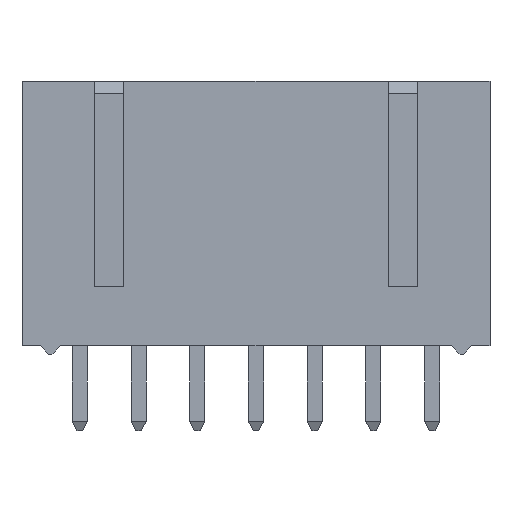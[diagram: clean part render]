
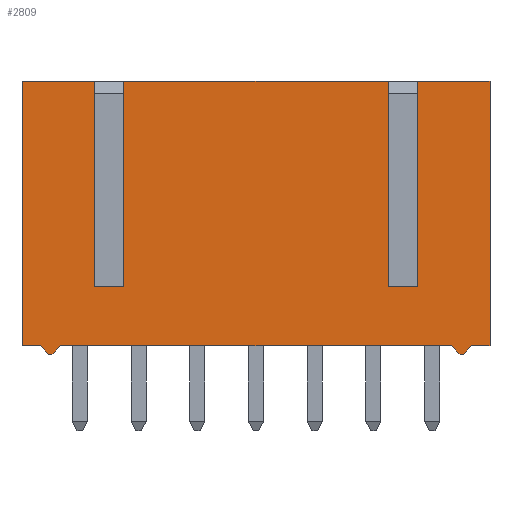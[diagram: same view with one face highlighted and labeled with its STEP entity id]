
A CAD part, front view. The second image highlights one B-rep face of the part: STEP entity #2809.
In plain terms, the highlighted planar face has unit normal (0, -1, 0).
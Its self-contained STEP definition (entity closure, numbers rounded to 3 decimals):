
#9=DIRECTION('',(1.,0.,0.));
#10=VECTOR('',#9,3.135);
#11=CARTESIAN_POINT('',(-10.12,-2.55,0.));
#12=LINE('',#11,#10);
#73=DIRECTION('',(1.,0.,0.));
#74=VECTOR('',#73,3.135);
#75=CARTESIAN_POINT('',(6.985,-2.55,0.));
#76=LINE('',#75,#74);
#121=DIRECTION('',(1.,0.,0.));
#122=VECTOR('',#121,11.43);
#123=CARTESIAN_POINT('',(-5.715,-2.55,0.));
#124=LINE('',#123,#122);
#233=DIRECTION('',(-0.707,0.,-0.707));
#234=VECTOR('',#233,0.537);
#235=CARTESIAN_POINT('',(-8.445,-2.55,-11.43));
#236=LINE('',#235,#234);
#237=DIRECTION('',(-1.,0.,0.));
#238=VECTOR('',#237,0.13);
#239=CARTESIAN_POINT('',(-8.825,-2.55,-11.81));
#240=LINE('',#239,#238);
#241=DIRECTION('',(-0.707,0.,0.707));
#242=VECTOR('',#241,0.537);
#243=CARTESIAN_POINT('',(-8.955,-2.55,-11.81));
#244=LINE('',#243,#242);
#245=DIRECTION('',(0.,0.,-1.));
#246=VECTOR('',#245,11.43);
#247=CARTESIAN_POINT('',(-10.12,-2.55,0.));
#248=LINE('',#247,#246);
#249=DIRECTION('',(0.,0.,-1.));
#250=VECTOR('',#249,8.89);
#251=CARTESIAN_POINT('',(-6.985,-2.55,0.));
#252=LINE('',#251,#250);
#253=DIRECTION('',(1.,0.,0.));
#254=VECTOR('',#253,1.27);
#255=CARTESIAN_POINT('',(-6.985,-2.55,-8.89));
#256=LINE('',#255,#254);
#257=DIRECTION('',(0.,0.,-1.));
#258=VECTOR('',#257,8.89);
#259=CARTESIAN_POINT('',(-5.715,-2.55,0.));
#260=LINE('',#259,#258);
#261=DIRECTION('',(0.,0.,-1.));
#262=VECTOR('',#261,8.89);
#263=CARTESIAN_POINT('',(5.715,-2.55,0.));
#264=LINE('',#263,#262);
#265=DIRECTION('',(1.,0.,0.));
#266=VECTOR('',#265,1.27);
#267=CARTESIAN_POINT('',(5.715,-2.55,-8.89));
#268=LINE('',#267,#266);
#269=DIRECTION('',(0.,0.,-1.));
#270=VECTOR('',#269,8.89);
#271=CARTESIAN_POINT('',(6.985,-2.55,0.));
#272=LINE('',#271,#270);
#273=DIRECTION('',(-0.707,0.,-0.707));
#274=VECTOR('',#273,0.537);
#275=CARTESIAN_POINT('',(9.335,-2.55,-11.43));
#276=LINE('',#275,#274);
#277=DIRECTION('',(-1.,0.,0.));
#278=VECTOR('',#277,0.13);
#279=CARTESIAN_POINT('',(8.955,-2.55,-11.81));
#280=LINE('',#279,#278);
#281=DIRECTION('',(-0.707,0.,0.707));
#282=VECTOR('',#281,0.537);
#283=CARTESIAN_POINT('',(8.825,-2.55,-11.81));
#284=LINE('',#283,#282);
#289=DIRECTION('',(1.,0.,0.));
#290=VECTOR('',#289,0.785);
#291=CARTESIAN_POINT('',(9.335,-2.55,-11.43));
#292=LINE('',#291,#290);
#321=DIRECTION('',(1.,0.,0.));
#322=VECTOR('',#321,16.89);
#323=CARTESIAN_POINT('',(-8.445,-2.55,-11.43));
#324=LINE('',#323,#322);
#361=DIRECTION('',(1.,0.,0.));
#362=VECTOR('',#361,0.785);
#363=CARTESIAN_POINT('',(-10.12,-2.55,-11.43));
#364=LINE('',#363,#362);
#585=DIRECTION('',(0.,0.,-1.));
#586=VECTOR('',#585,11.43);
#587=CARTESIAN_POINT('',(10.12,-2.55,0.));
#588=LINE('',#587,#586);
#1866=CARTESIAN_POINT('',(-10.12,-2.55,0.));
#1868=VERTEX_POINT('',#1866);
#1874=CARTESIAN_POINT('',(-10.12,-2.55,-11.43));
#1876=VERTEX_POINT('',#1874);
#1889=CARTESIAN_POINT('',(10.12,-2.55,0.));
#1891=VERTEX_POINT('',#1889);
#1905=CARTESIAN_POINT('',(10.12,-2.55,-11.43));
#1907=VERTEX_POINT('',#1905);
#1953=CARTESIAN_POINT('',(-6.985,-2.55,-8.89));
#1954=CARTESIAN_POINT('',(-5.715,-2.55,-8.89));
#1955=VERTEX_POINT('',#1953);
#1956=VERTEX_POINT('',#1954);
#1957=CARTESIAN_POINT('',(5.715,-2.55,-8.89));
#1958=CARTESIAN_POINT('',(6.985,-2.55,-8.89));
#1959=VERTEX_POINT('',#1957);
#1960=VERTEX_POINT('',#1958);
#1961=CARTESIAN_POINT('',(-6.985,-2.55,0.));
#1962=VERTEX_POINT('',#1961);
#1963=CARTESIAN_POINT('',(-5.715,-2.55,0.));
#1964=VERTEX_POINT('',#1963);
#1965=CARTESIAN_POINT('',(5.715,-2.55,0.));
#1966=VERTEX_POINT('',#1965);
#1967=CARTESIAN_POINT('',(6.985,-2.55,0.));
#1968=VERTEX_POINT('',#1967);
#2065=CARTESIAN_POINT('',(8.955,-2.55,-11.81));
#2066=CARTESIAN_POINT('',(8.825,-2.55,-11.81));
#2067=VERTEX_POINT('',#2065);
#2068=VERTEX_POINT('',#2066);
#2069=CARTESIAN_POINT('',(9.335,-2.55,-11.43));
#2071=VERTEX_POINT('',#2069);
#2073=CARTESIAN_POINT('',(8.445,-2.55,-11.43));
#2075=VERTEX_POINT('',#2073);
#2081=CARTESIAN_POINT('',(-8.825,-2.55,-11.81));
#2082=CARTESIAN_POINT('',(-8.955,-2.55,-11.81));
#2083=VERTEX_POINT('',#2081);
#2084=VERTEX_POINT('',#2082);
#2089=CARTESIAN_POINT('',(-8.445,-2.55,-11.43));
#2090=VERTEX_POINT('',#2089);
#2091=CARTESIAN_POINT('',(-9.335,-2.55,-11.43));
#2092=VERTEX_POINT('',#2091);
#2767=CARTESIAN_POINT('',(-10.12,-2.55,0.));
#2768=DIRECTION('',(0.,-1.,0.));
#2769=DIRECTION('',(1.,0.,0.));
#2770=AXIS2_PLACEMENT_3D('',#2767,#2768,#2769);
#2771=PLANE('',#2770);
#2773=ORIENTED_EDGE('',*,*,#2772,.F.);
#2775=ORIENTED_EDGE('',*,*,#2774,.T.);
#2777=ORIENTED_EDGE('',*,*,#2776,.T.);
#2779=ORIENTED_EDGE('',*,*,#2778,.T.);
#2781=ORIENTED_EDGE('',*,*,#2780,.F.);
#2783=ORIENTED_EDGE('',*,*,#2782,.F.);
#2784=ORIENTED_EDGE('',*,*,#2450,.T.);
#2785=ORIENTED_EDGE('',*,*,#2546,.T.);
#2787=ORIENTED_EDGE('',*,*,#2786,.T.);
#2789=ORIENTED_EDGE('',*,*,#2788,.F.);
#2790=ORIENTED_EDGE('',*,*,#2514,.T.);
#2792=ORIENTED_EDGE('',*,*,#2791,.T.);
#2794=ORIENTED_EDGE('',*,*,#2793,.T.);
#2795=ORIENTED_EDGE('',*,*,#2758,.F.);
#2796=ORIENTED_EDGE('',*,*,#2482,.T.);
#2798=ORIENTED_EDGE('',*,*,#2797,.T.);
#2800=ORIENTED_EDGE('',*,*,#2799,.F.);
#2802=ORIENTED_EDGE('',*,*,#2801,.T.);
#2804=ORIENTED_EDGE('',*,*,#2803,.T.);
#2806=ORIENTED_EDGE('',*,*,#2805,.T.);
#2807=EDGE_LOOP('',(#2773,#2775,#2777,#2779,#2781,#2783,#2784,#2785,#2787,#2789,
#2790,#2792,#2794,#2795,#2796,#2798,#2800,#2802,#2804,#2806));
#2808=FACE_OUTER_BOUND('',#2807,.F.);
#2809=ADVANCED_FACE('',(#2808),#2771,.T.);
#2450=EDGE_CURVE('',#1868,#1962,#12,.T.);
#2482=EDGE_CURVE('',#1968,#1891,#76,.T.);
#2514=EDGE_CURVE('',#1964,#1966,#124,.T.);
#2546=EDGE_CURVE('',#1962,#1955,#252,.T.);
#2758=EDGE_CURVE('',#1968,#1960,#272,.T.);
#2772=EDGE_CURVE('',#2090,#2075,#324,.T.);
#2774=EDGE_CURVE('',#2090,#2083,#236,.T.);
#2776=EDGE_CURVE('',#2083,#2084,#240,.T.);
#2778=EDGE_CURVE('',#2084,#2092,#244,.T.);
#2780=EDGE_CURVE('',#1876,#2092,#364,.T.);
#2782=EDGE_CURVE('',#1868,#1876,#248,.T.);
#2786=EDGE_CURVE('',#1955,#1956,#256,.T.);
#2788=EDGE_CURVE('',#1964,#1956,#260,.T.);
#2791=EDGE_CURVE('',#1966,#1959,#264,.T.);
#2793=EDGE_CURVE('',#1959,#1960,#268,.T.);
#2797=EDGE_CURVE('',#1891,#1907,#588,.T.);
#2799=EDGE_CURVE('',#2071,#1907,#292,.T.);
#2801=EDGE_CURVE('',#2071,#2067,#276,.T.);
#2803=EDGE_CURVE('',#2067,#2068,#280,.T.);
#2805=EDGE_CURVE('',#2068,#2075,#284,.T.);
